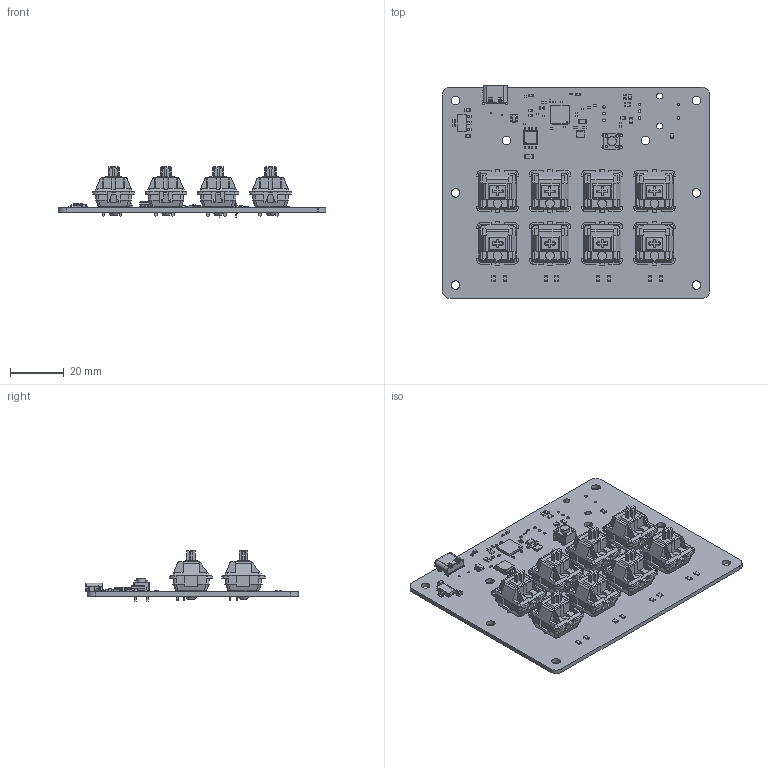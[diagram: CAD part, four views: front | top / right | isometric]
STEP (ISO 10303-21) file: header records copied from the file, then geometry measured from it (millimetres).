
FILE_DESCRIPTION(('KiCad electronic assembly'),'2;1');
FILE_NAME('shortcut_keyboard.step','2025-02-08T16:07:21',('Pcbnew'),( 'Kicad'),'Open CASCADE STEP processor 7.8','KiCad to STEP converter' ,'Unknown');
FILE_SCHEMA(('AUTOMOTIVE_DESIGN { 1 0 10303 214 1 1 1 1 }'));
Length unit declared in the file: millimetre
Products named in the file (36): shortcut_keyboard 1; C_0603_1608Metric; C_0402_1005Metric; MX1A-11NN--3DModel-STEP-510211; MX1A-11NN; R_1206_3216Metric; R_0805_2012Metric; R_0402_1005Metric; C_0805_2012Metric; R_0603_1608Metric; LED_0603_1608Metric; R_0201_0603Metric; SOT-223; SOT_223; SW_PUSH_6mm_H5mm; SW_PUSH_6mm_h5mm; SOT-23-6; SOT_23_6; W25Q128JVSIQ; W25Q32JWSSIQ; QFN-56-1EP_7x7mm_P0.4mm_EP3.2x3.2mm; QFN_56_1EP_7x7mm_P04mm_EP32x32mm; GSB1C411111DS1HR--3DModel-STEP-533217; GSB1C41X111DS1HR; Crystal_SMD_3225-4Pin_3.2x2.5mm; _autosave-shortcut_keyboard_PCB
Assembly tree (77 placements, depth 3):
  shortcut_keyboard 1
    C_0603_1608Metric  x6
      C_0603_1608Metric
    C_0402_1005Metric  x10
      C_0402_1005Metric
    MX1A-11NN--3DModel-STEP-510211  x8
      MX1A-11NN
    R_1206_3216Metric  x2
      R_1206_3216Metric
    R_0805_2012Metric  x13
      R_0805_2012Metric
    R_0402_1005Metric  x5
      R_0402_1005Metric
    C_0805_2012Metric  x2
      C_0805_2012Metric
    R_0603_1608Metric  x2
      R_0603_1608Metric
    LED_0603_1608Metric  x2
      LED_0603_1608Metric
    R_0201_0603Metric  x2
      R_0201_0603Metric
    SOT-223
      SOT_223
    SW_PUSH_6mm_H5mm
      SW_PUSH_6mm_h5mm
    SOT-23-6
      SOT_23_6
    W25Q128JVSIQ
      W25Q32JWSSIQ
    QFN-56-1EP_7x7mm_P0.4mm_EP3.2x3.2mm
      QFN_56_1EP_7x7mm_P04mm_EP32x32mm
    GSB1C411111DS1HR--3DModel-STEP-533217
      GSB1C41X111DS1HR
    Crystal_SMD_3225-4Pin_3.2x2.5mm
      Crystal_SMD_3225-4Pin_3.2x2.5mm
    _autosave-shortcut_keyboard_PCB
Bounding box: 100 x 79.61 x 18.74 mm (x, y, z)
Volume: 24944.4 mm3; surface area: 30389 mm2
Topology: 101 solids, 101 shells, 4594 faces, 12543 edges, 8159 vertices
Faces by surface type: plane 3426, cylinder 1006, bspline 68, sphere 64, cone 29, torus 1
Full cylindrical faces by diameter (mm): 0.4 x1, 0.65 x2, 1 x12, 1.1 x4, 1.5 x16, 1.7 x16, 3.2 x8, 3.5 x1, 4 x8
Entity records: 73222 total; most frequent: CARTESIAN_POINT 13447, ORIENTED_EDGE 11742, DIRECTION 10896, EDGE_CURVE 5871, LINE 4626, VECTOR 4626, VERTEX_POINT 3829, AXIS2_PLACEMENT_3D 3135
